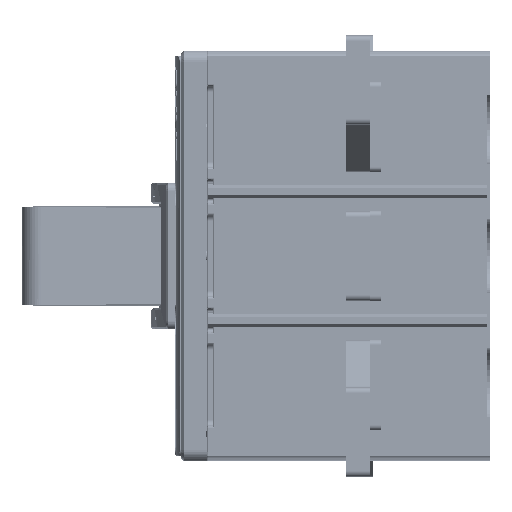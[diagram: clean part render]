
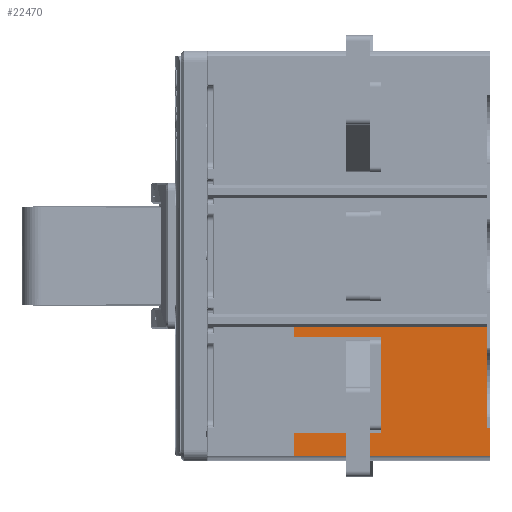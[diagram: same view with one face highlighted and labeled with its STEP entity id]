
A CAD part, left-side view. The second image highlights one B-rep face of the part: STEP entity #22470.
In plain terms, the highlighted planar face has unit normal (-1, 0, 0).
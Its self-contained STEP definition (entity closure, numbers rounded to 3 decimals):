
#223=DIRECTION('',(0.,0.,-1.));
#224=VECTOR('',#223,7.75);
#225=CARTESIAN_POINT('',(-100.5,66.,-60.5));
#226=LINE('',#225,#224);
#595=DIRECTION('',(0.,-1.,0.));
#596=VECTOR('',#595,67.);
#597=CARTESIAN_POINT('',(-100.5,66.,-68.25));
#598=LINE('',#597,#596);
#603=DIRECTION('',(0.,-1.,0.));
#604=VECTOR('',#603,66.);
#605=CARTESIAN_POINT('',(-100.5,66.,-23.75));
#606=LINE('',#605,#604);
#607=DIRECTION('',(0.,0.,-1.));
#608=VECTOR('',#607,34.75);
#609=CARTESIAN_POINT('',(-100.5,0.,-23.75));
#610=LINE('',#609,#608);
#611=DIRECTION('',(0.,-1.,0.));
#612=VECTOR('',#611,1.);
#613=CARTESIAN_POINT('',(-100.5,0.,-58.5));
#614=LINE('',#613,#612);
#615=DIRECTION('',(0.,0.,-1.));
#616=VECTOR('',#615,9.75);
#617=CARTESIAN_POINT('',(-100.5,-1.,-58.5));
#618=LINE('',#617,#616);
#623=DIRECTION('',(0.,1.,0.));
#624=VECTOR('',#623,30.);
#625=CARTESIAN_POINT('',(-100.5,36.,-60.5));
#626=LINE('',#625,#624);
#647=DIRECTION('',(0.,0.,-1.));
#648=VECTOR('',#647,33.);
#649=CARTESIAN_POINT('',(-100.5,36.,-27.5));
#650=LINE('',#649,#648);
#663=DIRECTION('',(0.,-1.,0.));
#664=VECTOR('',#663,30.);
#665=CARTESIAN_POINT('',(-100.5,66.,-27.5));
#666=LINE('',#665,#664);
#733=DIRECTION('',(0.,0.,-1.));
#734=VECTOR('',#733,3.75);
#735=CARTESIAN_POINT('',(-100.5,66.,-23.75));
#736=LINE('',#735,#734);
#16966=CARTESIAN_POINT('',(-100.5,66.,-60.5));
#16967=VERTEX_POINT('',#16966);
#16968=CARTESIAN_POINT('',(-100.5,66.,-68.25));
#16969=VERTEX_POINT('',#16968);
#17106=CARTESIAN_POINT('',(-100.5,-1.,-68.25));
#17107=VERTEX_POINT('',#17106);
#17108=CARTESIAN_POINT('',(-100.5,-1.,-58.5));
#17109=VERTEX_POINT('',#17108);
#17136=CARTESIAN_POINT('',(-100.5,36.,-60.5));
#17137=VERTEX_POINT('',#17136);
#17138=CARTESIAN_POINT('',(-100.5,36.,-27.5));
#17139=VERTEX_POINT('',#17138);
#17140=CARTESIAN_POINT('',(-100.5,66.,-27.5));
#17141=VERTEX_POINT('',#17140);
#17142=CARTESIAN_POINT('',(-100.5,66.,-23.75));
#17143=VERTEX_POINT('',#17142);
#17144=CARTESIAN_POINT('',(-100.5,0.,-23.75));
#17145=VERTEX_POINT('',#17144);
#17146=CARTESIAN_POINT('',(-100.5,0.,-58.5));
#17147=VERTEX_POINT('',#17146);
#22446=CARTESIAN_POINT('',(-100.5,66.,-70.));
#22447=DIRECTION('',(-1.,0.,0.));
#22448=DIRECTION('',(0.,-1.,0.));
#22449=AXIS2_PLACEMENT_3D('',#22446,#22447,#22448);
#22450=PLANE('',#22449);
#22451=ORIENTED_EDGE('',*,*,#22439,.F.);
#22452=ORIENTED_EDGE('',*,*,#21985,.F.);
#22454=ORIENTED_EDGE('',*,*,#22453,.F.);
#22456=ORIENTED_EDGE('',*,*,#22455,.F.);
#22458=ORIENTED_EDGE('',*,*,#22457,.F.);
#22460=ORIENTED_EDGE('',*,*,#22459,.F.);
#22462=ORIENTED_EDGE('',*,*,#22461,.T.);
#22464=ORIENTED_EDGE('',*,*,#22463,.T.);
#22466=ORIENTED_EDGE('',*,*,#22465,.T.);
#22467=ORIENTED_EDGE('',*,*,#22382,.T.);
#22468=EDGE_LOOP('',(#22451,#22452,#22454,#22456,#22458,#22460,#22462,#22464,
#22466,#22467));
#22469=FACE_OUTER_BOUND('',#22468,.F.);
#22470=ADVANCED_FACE('',(#22469),#22450,.T.);
#21985=EDGE_CURVE('',#16967,#16969,#226,.T.);
#22382=EDGE_CURVE('',#17109,#17107,#618,.T.);
#22439=EDGE_CURVE('',#16969,#17107,#598,.T.);
#22453=EDGE_CURVE('',#17137,#16967,#626,.T.);
#22455=EDGE_CURVE('',#17139,#17137,#650,.T.);
#22457=EDGE_CURVE('',#17141,#17139,#666,.T.);
#22459=EDGE_CURVE('',#17143,#17141,#736,.T.);
#22461=EDGE_CURVE('',#17143,#17145,#606,.T.);
#22463=EDGE_CURVE('',#17145,#17147,#610,.T.);
#22465=EDGE_CURVE('',#17147,#17109,#614,.T.);
